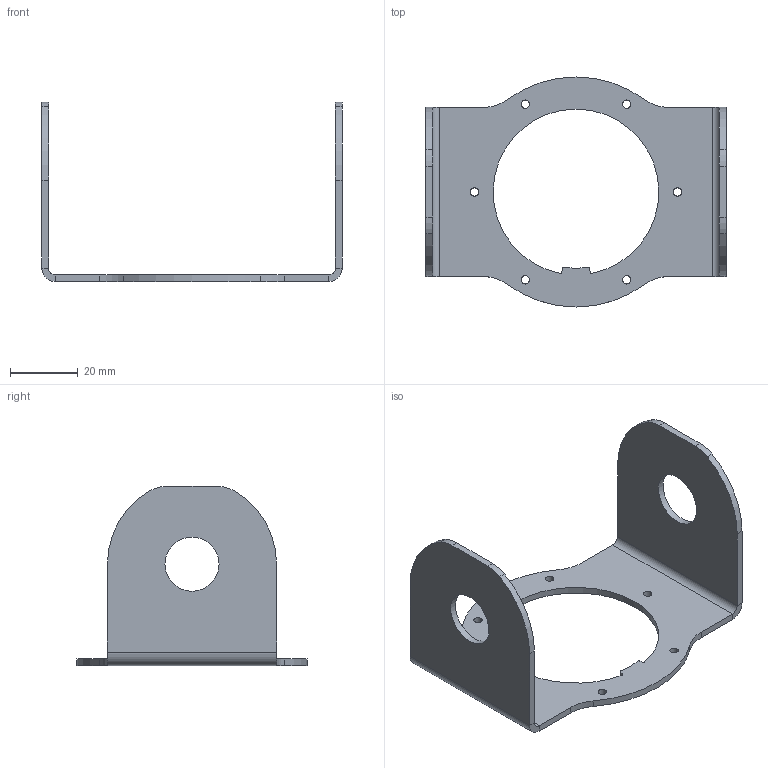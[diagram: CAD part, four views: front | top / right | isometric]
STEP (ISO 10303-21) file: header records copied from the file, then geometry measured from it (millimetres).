
FILE_DESCRIPTION(/* description */ (''),/* implementation_level */ '2;1');
FILE_NAME(/* name */ 'alminium_plate1.stp',/* time_stamp */ '2021-08-16T08:47:10+09:00',/* author */ ('yuta0'),/* organization */ (''),/* preprocessor_version */ 'ST-DEVELOPER v18.1',/* originating_system */ 'Autodesk Inventor 2021',/* authorisation */ '');
FILE_SCHEMA (('AUTOMOTIVE_DESIGN { 1 0 10303 214 3 1 1 }'));
Length unit declared in the file: millimetre
Products named in the file (1): edge_j4-5
Bounding box: 88.8 x 68 x 53 mm (x, y, z)
Volume: 14594.7 mm3; surface area: 16097 mm2
Topology: 1 solids, 1 shells, 54 faces, 147 edges, 95 vertices
Faces by surface type: cylinder 32, plane 22
Full cylindrical faces by diameter (mm): 2.459 x6, 16 x2
Entity records: 1807 total; most frequent: DIRECTION 328, CARTESIAN_POINT 297, ORIENTED_EDGE 294, EDGE_CURVE 147, AXIS2_PLACEMENT_3D 126, VERTEX_POINT 95, LINE 76, VECTOR 76
